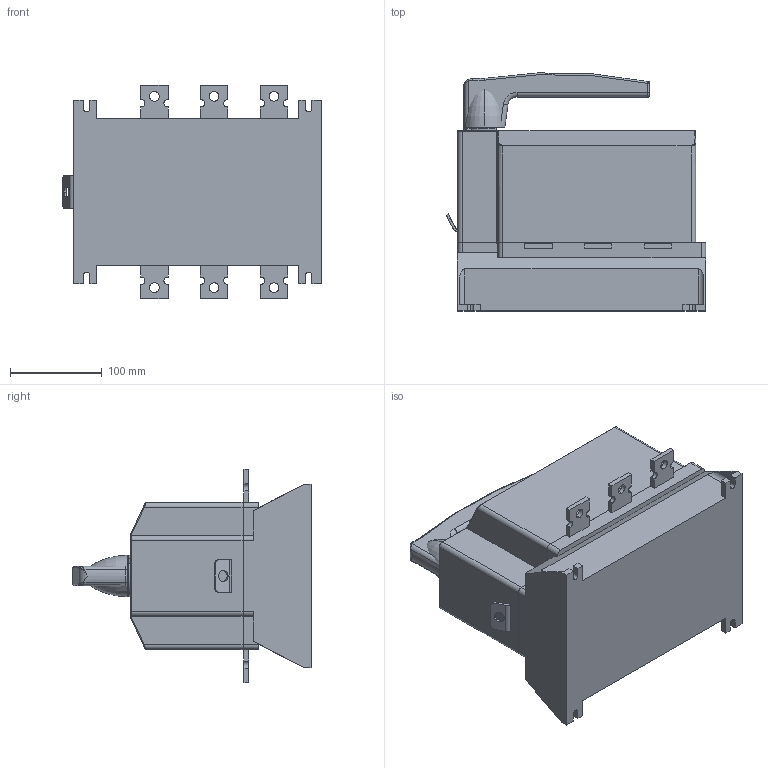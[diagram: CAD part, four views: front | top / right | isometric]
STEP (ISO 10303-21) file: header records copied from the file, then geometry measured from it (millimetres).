
FILE_DESCRIPTION (( 'STEP AP214' ), '1' );
FILE_NAME ('Âûêëþ÷àòåëü-ðàçúåäèíèòåëü ÂÐÝ 250À c ïðåäîõðàíèòåëÿìè ÏÏÍ(ãàá.1).STEP', '2018-03-14T10:55:03', ( '' ), ( '' ), 'SwSTEP 2.0', 'SolidWorks 2017', '' );
FILE_SCHEMA (( 'AUTOMOTIVE_DESIGN' ));
Length unit declared in the file: millimetre
Products named in the file (1): Âûêëþ÷àòåëü-ðàçúåäèíèòåëü ÂÐÝ 250À c ïðåäîõðàíèòåëÿìè ÏÏÍ(ãàá.1)
Bounding box: 282.22 x 258.96 x 232 mm (x, y, z)
Volume: 7890315.2 mm3; surface area: 399600.4 mm2
Topology: 7 solids, 7 shells, 523 faces, 1393 edges, 918 vertices
Faces by surface type: plane 293, bspline 134, cylinder 82, torus 12, sphere 2
Entity records: 22180 total; most frequent: CARTESIAN_POINT 8931, ORIENTED_EDGE 2778, DIRECTION 2057, EDGE_CURVE 1389, VECTOR 937, LINE 937, VERTEX_POINT 918, EDGE_LOOP 575
